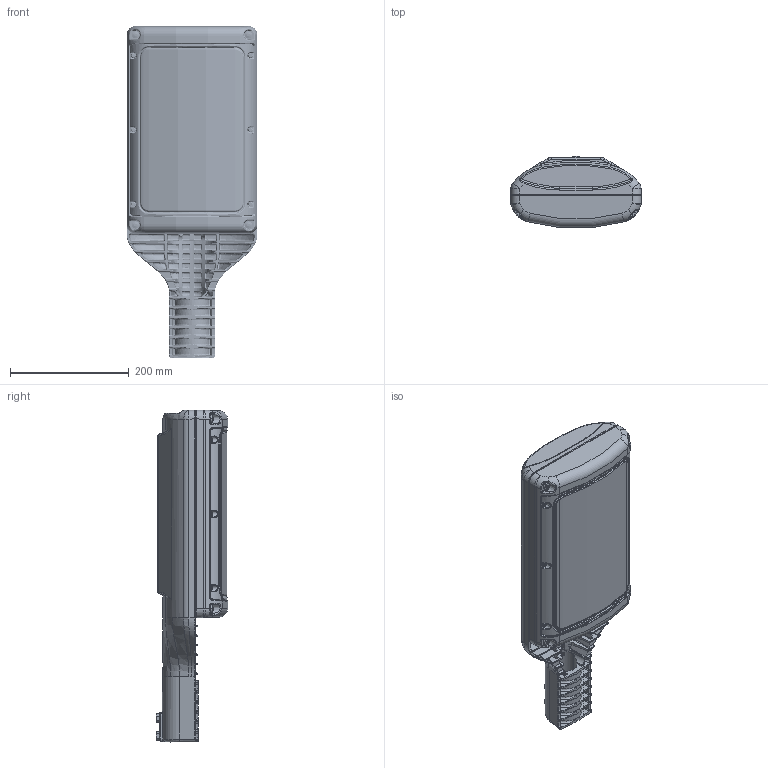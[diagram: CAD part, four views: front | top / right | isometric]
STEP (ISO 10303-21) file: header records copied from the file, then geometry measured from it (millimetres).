
FILE_DESCRIPTION((''),'2;1');
FILE_NAME('BZX4XXXXXNNXXX_ASM','2022-03-16T16:34:47',('cwang'),(''),'CREO PARAMETRIC BY PTC INC, 2021304','CREO PARAMETRIC BY PTC INC, 2021304','');
FILE_SCHEMA(('CONFIG_CONTROL_DESIGN'));
Products named in the file (5): BHD_LH_POLE_44MM_SLD_; BHD_UH_FLAT_SLD; 6000BHD000400; 6000BHD000300; BZX4XXXXXNNXXX_ASM
Assembly tree (12 placements, depth 2):
  BZX4XXXXXNNXXX_ASM
    BHD_LH_POLE_44MM_SLD_
    BHD_UH_FLAT_SLD
    6000BHD000400  x4
    6000BHD000300  x6
Bounding box: 219.94 x 120.11 x 558.97 mm (x, y, z)
Volume: 7650322.4 mm3; surface area: 600520 mm2
Topology: 12 solids, 13 shells, 3555 faces, 9580 edges, 6068 vertices
Faces by surface type: cylinder 1556, bspline 1029, plane 498, torus 232, cone 230, sphere 10
Entity records: 145050 total; most frequent: CARTESIAN_POINT 92903, ORIENTED_EDGE 13038, DIRECTION 7603, EDGE_CURVE 6519, VERTEX_POINT 4031, B_SPLINE_CURVE_WITH_KNOTS 3444, AXIS2_PLACEMENT_3D 2897, EDGE_LOOP 2540
